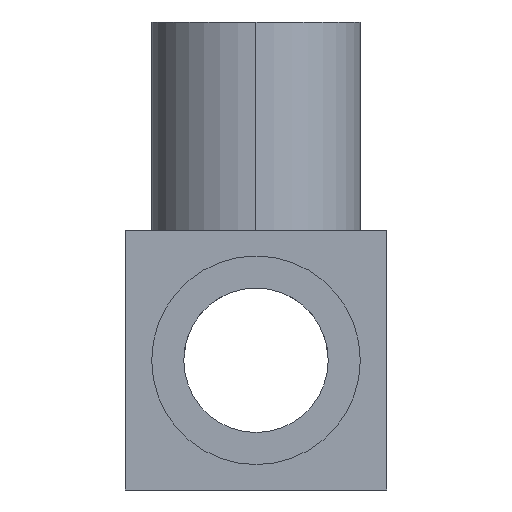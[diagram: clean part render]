
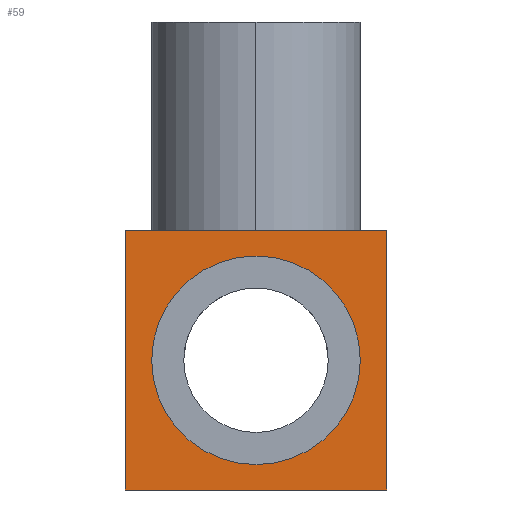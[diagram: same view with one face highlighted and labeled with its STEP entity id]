
A CAD part, left-side view. The second image highlights one B-rep face of the part: STEP entity #59.
In plain terms, the highlighted planar face has unit normal (-1, 0, 0).
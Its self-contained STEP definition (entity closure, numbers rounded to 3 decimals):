
#4 = VERTEX_POINT ( 'NONE', #493 ) ;
#8 = VECTOR ( 'NONE', #126, 1000. ) ;
#13 = CARTESIAN_POINT ( 'NONE',  ( -3.95, -3.975, 7.9 ) ) ;
#16 = LINE ( 'NONE', #397, #432 ) ;
#47 = DIRECTION ( 'NONE',  ( -1., 0., 0. ) ) ;
#59 = ADVANCED_FACE ( 'NONE', ( #588, #179 ), #412, .T. ) ;
#64 = DIRECTION ( 'NONE',  ( -1., 0., 0. ) ) ;
#76 = CARTESIAN_POINT ( 'NONE',  ( -3.95, 0., 7.125 ) ) ;
#80 = AXIS2_PLACEMENT_3D ( 'NONE', #403, #64, #533 ) ;
#126 = DIRECTION ( 'NONE',  ( 0., 1., 0. ) ) ;
#134 = EDGE_CURVE ( 'NONE', #289, #271, #237, .T. ) ;
#166 = VERTEX_POINT ( 'NONE', #304 ) ;
#171 = ORIENTED_EDGE ( 'NONE', *, *, #532, .F. ) ;
#176 = CARTESIAN_POINT ( 'NONE',  ( -3.95, -3.975, 0. ) ) ;
#178 = CIRCLE ( 'NONE', #80, 3.175 ) ;
#179 = FACE_OUTER_BOUND ( 'NONE', #402, .T. ) ;
#192 = DIRECTION ( 'NONE',  ( 0., 0., 1. ) ) ;
#203 = VERTEX_POINT ( 'NONE', #435 ) ;
#237 = LINE ( 'NONE', #415, #283 ) ;
#251 = ORIENTED_EDGE ( 'NONE', *, *, #380, .F. ) ;
#270 = LINE ( 'NONE', #176, #8 ) ;
#271 = VERTEX_POINT ( 'NONE', #485 ) ;
#273 = DIRECTION ( 'NONE',  ( 0., 0., 1. ) ) ;
#277 = CARTESIAN_POINT ( 'NONE',  ( -3.95, -3.975, 7.9 ) ) ;
#279 = DIRECTION ( 'NONE',  ( -1., 0., 0. ) ) ;
#283 = VECTOR ( 'NONE', #597, 1000. ) ;
#284 = DIRECTION ( 'NONE',  ( 0., 1., 0. ) ) ;
#289 = VERTEX_POINT ( 'NONE', #13 ) ;
#304 = CARTESIAN_POINT ( 'NONE',  ( -3.95, 3.975, 7.9 ) ) ;
#327 = EDGE_CURVE ( 'NONE', #166, #203, #16, .T. ) ;
#333 = ORIENTED_EDGE ( 'NONE', *, *, #134, .F. ) ;
#337 = EDGE_CURVE ( 'NONE', #420, #4, #178, .T. ) ;
#367 = CARTESIAN_POINT ( 'NONE',  ( -3.95, 0., 3.95 ) ) ;
#373 = VECTOR ( 'NONE', #284, 1000. ) ;
#380 = EDGE_CURVE ( 'NONE', #271, #203, #270, .T. ) ;
#397 = CARTESIAN_POINT ( 'NONE',  ( -3.95, 3.975, 7.9 ) ) ;
#402 = EDGE_LOOP ( 'NONE', ( #251, #333, #572, #456 ) ) ;
#403 = CARTESIAN_POINT ( 'NONE',  ( -3.95, 0., 3.95 ) ) ;
#410 = EDGE_LOOP ( 'NONE', ( #426, #171 ) ) ;
#412 = PLANE ( 'NONE',  #512 ) ;
#415 = CARTESIAN_POINT ( 'NONE',  ( -3.95, -3.975, 7.9 ) ) ;
#420 = VERTEX_POINT ( 'NONE', #76 ) ;
#426 = ORIENTED_EDGE ( 'NONE', *, *, #337, .F. ) ;
#432 = VECTOR ( 'NONE', #438, 1000. ) ;
#433 = AXIS2_PLACEMENT_3D ( 'NONE', #367, #47, #192 ) ;
#435 = CARTESIAN_POINT ( 'NONE',  ( -3.95, 3.975, 0. ) ) ;
#438 = DIRECTION ( 'NONE',  ( 0., 0., -1. ) ) ;
#453 = CARTESIAN_POINT ( 'NONE',  ( -3.95, -3.975, 7.9 ) ) ;
#456 = ORIENTED_EDGE ( 'NONE', *, *, #327, .T. ) ;
#485 = CARTESIAN_POINT ( 'NONE',  ( -3.95, -3.975, 0. ) ) ;
#493 = CARTESIAN_POINT ( 'NONE',  ( -3.95, 0., 0.775 ) ) ;
#512 = AXIS2_PLACEMENT_3D ( 'NONE', #453, #279, #273 ) ;
#521 = CIRCLE ( 'NONE', #433, 3.175 ) ;
#532 = EDGE_CURVE ( 'NONE', #4, #420, #521, .T. ) ;
#533 = DIRECTION ( 'NONE',  ( 0., 0., 1. ) ) ;
#552 = LINE ( 'NONE', #277, #373 ) ;
#572 = ORIENTED_EDGE ( 'NONE', *, *, #581, .T. ) ;
#581 = EDGE_CURVE ( 'NONE', #289, #166, #552, .T. ) ;
#588 = FACE_BOUND ( 'NONE', #410, .T. ) ;
#597 = DIRECTION ( 'NONE',  ( 0., 0., -1. ) ) ;
